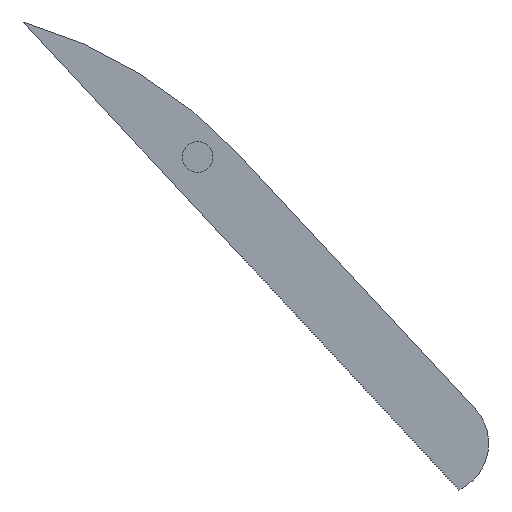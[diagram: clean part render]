
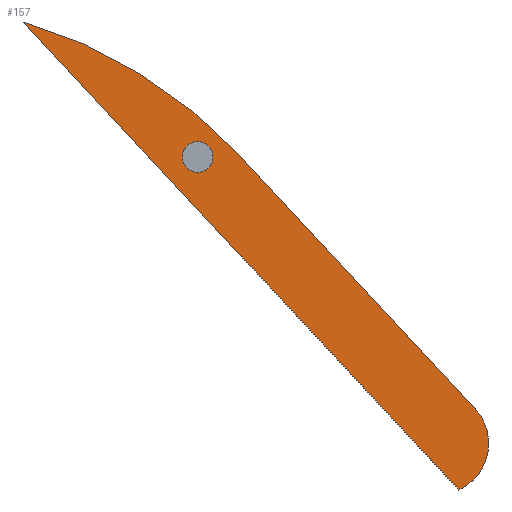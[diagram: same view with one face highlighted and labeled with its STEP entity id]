
A CAD part, left-side view. The second image highlights one B-rep face of the part: STEP entity #157.
In plain terms, the highlighted planar face has unit normal (-1, 0, 0).
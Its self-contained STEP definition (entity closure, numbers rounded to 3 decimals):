
#16=FACE_BOUND('',#49,.T.);
#28=PLANE('',#190);
#37=FACE_OUTER_BOUND('',#48,.T.);
#48=EDGE_LOOP('',(#130,#131,#132,#133));
#49=EDGE_LOOP('',(#134));
#60=LINE('',#282,#70);
#61=LINE('',#283,#71);
#70=VECTOR('',#235,10.);
#71=VECTOR('',#236,10.);
#75=CIRCLE('',#183,9.25);
#79=CIRCLE('',#189,1.);
#80=CIRCLE('',#191,0.3);
#83=VERTEX_POINT('',#259);
#84=VERTEX_POINT('',#260);
#90=VERTEX_POINT('',#276);
#91=VERTEX_POINT('',#278);
#92=VERTEX_POINT('',#284);
#96=EDGE_CURVE('',#83,#84,#75,.T.);
#105=EDGE_CURVE('',#90,#91,#79,.T.);
#107=EDGE_CURVE('',#83,#91,#60,.T.);
#108=EDGE_CURVE('',#90,#84,#61,.T.);
#109=EDGE_CURVE('',#92,#92,#80,.T.);
#130=ORIENTED_EDGE('',*,*,#96,.F.);
#131=ORIENTED_EDGE('',*,*,#107,.T.);
#132=ORIENTED_EDGE('',*,*,#105,.F.);
#133=ORIENTED_EDGE('',*,*,#108,.T.);
#134=ORIENTED_EDGE('',*,*,#109,.T.);
#157=ADVANCED_FACE('',(#37,#16),#28,.T.);
#183=AXIS2_PLACEMENT_3D('',#261,#213,#214);
#189=AXIS2_PLACEMENT_3D('',#279,#230,#231);
#190=AXIS2_PLACEMENT_3D('',#281,#233,#234);
#191=AXIS2_PLACEMENT_3D('',#285,#237,#238);
#213=DIRECTION('center_axis',(1.,0.,0.));
#214=DIRECTION('ref_axis',(0.,-0.278,0.961));
#230=DIRECTION('center_axis',(1.,0.,0.));
#231=DIRECTION('ref_axis',(0.,-0.417,-0.909));
#233=DIRECTION('center_axis',(-1.,0.,0.));
#234=DIRECTION('ref_axis',(0.,-1.,0.));
#235=DIRECTION('',(0.,-0.681,-0.732));
#236=DIRECTION('',(0.,0.681,0.732));
#237=DIRECTION('center_axis',(1.,0.,0.));
#238=DIRECTION('ref_axis',(0.,1.,0.));
#259=CARTESIAN_POINT('',(-42.5,5.,9.132));
#260=CARTESIAN_POINT('',(-42.5,0.801,6.549));
#261=CARTESIAN_POINT('Origin',(-42.5,7.572,0.247));
#276=CARTESIAN_POINT('',(-42.5,-3.814,1.59));
#278=CARTESIAN_POINT('',(-42.5,-3.499,0.));
#279=CARTESIAN_POINT('Origin',(-42.5,-3.082,0.909));
#281=CARTESIAN_POINT('Origin',(-42.5,5.,0.));
#282=CARTESIAN_POINT('',(-42.5,-1.526,2.119));
#283=CARTESIAN_POINT('',(-42.5,1.748,7.567));
#284=CARTESIAN_POINT('',(-42.5,1.3,6.5));
#285=CARTESIAN_POINT('Origin',(-42.5,1.6,6.5));
